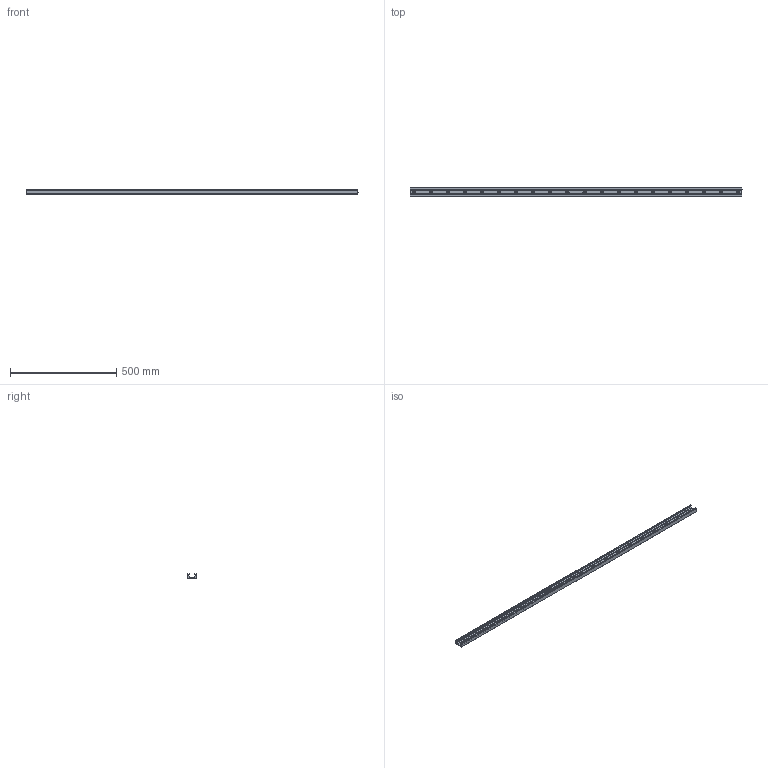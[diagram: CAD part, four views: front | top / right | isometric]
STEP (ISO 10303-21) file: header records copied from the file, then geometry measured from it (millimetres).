
FILE_DESCRIPTION (( 'STEP AP203' ), '1' );
FILE_NAME ('LUV-2-1520.step', '2024-05-13T17:18:49', ( '' ), ( '' ), 'SwSTEP 2.0', 'SolidWorks 2023', '' );
FILE_SCHEMA (( 'CONFIG_CONTROL_DESIGN' ));
Length unit declared in the file: inch
Products named in the file (1): LUV-2-1520
Bounding box: 1560 x 40.01 x 19.74 mm (x, y, z)
Volume: 518821 mm3; surface area: 236493.7 mm2
Topology: 1 solids, 1 shells, 128 faces, 318 edges, 212 vertices
Faces by surface type: cylinder 95, plane 33
Entity records: 4071 total; most frequent: DIRECTION 766, CARTESIAN_POINT 659, ORIENTED_EDGE 636, AXIS2_PLACEMENT_3D 319, EDGE_CURVE 318, VERTEX_POINT 212, CIRCLE 190, EDGE_LOOP 188
